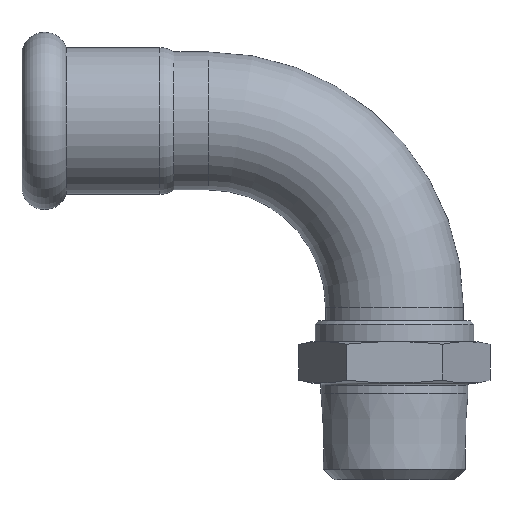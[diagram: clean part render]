
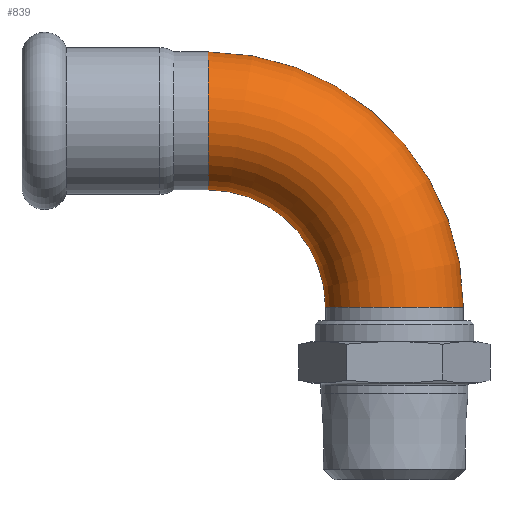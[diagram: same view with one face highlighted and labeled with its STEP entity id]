
A CAD part, top view. The second image highlights one B-rep face of the part: STEP entity #839.
In plain terms, the highlighted toroidal (fillet/blend) face has major radius 27 mm and minor radius 10 mm.
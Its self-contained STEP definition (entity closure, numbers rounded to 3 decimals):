
#165=FACE_OUTER_BOUND('',#217,.T.);
#217=EDGE_LOOP('',(#723,#724,#725,#726,#727,#728,#729));
#287=CIRCLE('',#967,10.);
#288=CIRCLE('',#968,10.);
#289=CIRCLE('',#970,17.);
#290=CIRCLE('',#971,10.);
#291=CIRCLE('',#972,10.);
#292=CIRCLE('',#973,10.);
#380=VERTEX_POINT('',#1545);
#381=VERTEX_POINT('',#1547);
#382=VERTEX_POINT('',#1551);
#383=VERTEX_POINT('',#1553);
#384=VERTEX_POINT('',#1555);
#502=EDGE_CURVE('',#380,#381,#287,.T.);
#503=EDGE_CURVE('',#381,#380,#288,.T.);
#504=EDGE_CURVE('',#381,#382,#289,.T.);
#505=EDGE_CURVE('',#383,#382,#290,.T.);
#506=EDGE_CURVE('',#384,#383,#291,.T.);
#507=EDGE_CURVE('',#382,#384,#292,.T.);
#723=ORIENTED_EDGE('',*,*,#502,.F.);
#724=ORIENTED_EDGE('',*,*,#503,.F.);
#725=ORIENTED_EDGE('',*,*,#504,.T.);
#726=ORIENTED_EDGE('',*,*,#505,.F.);
#727=ORIENTED_EDGE('',*,*,#506,.F.);
#728=ORIENTED_EDGE('',*,*,#507,.F.);
#729=ORIENTED_EDGE('',*,*,#504,.F.);
#797=TOROIDAL_SURFACE('',#969,27.,10.);
#839=ADVANCED_FACE('',(#165),#797,.T.);
#967=AXIS2_PLACEMENT_3D('',#1548,#1217,#1218);
#968=AXIS2_PLACEMENT_3D('',#1549,#1219,#1220);
#969=AXIS2_PLACEMENT_3D('',#1550,#1221,#1222);
#970=AXIS2_PLACEMENT_3D('',#1552,#1223,#1224);
#971=AXIS2_PLACEMENT_3D('',#1554,#1225,#1226);
#972=AXIS2_PLACEMENT_3D('',#1556,#1227,#1228);
#973=AXIS2_PLACEMENT_3D('',#1557,#1229,#1230);
#1217=DIRECTION('center_axis',(0.,-1.,0.));
#1218=DIRECTION('ref_axis',(0.,0.,-1.));
#1219=DIRECTION('center_axis',(0.,-1.,0.));
#1220=DIRECTION('ref_axis',(0.,0.,-1.));
#1221=DIRECTION('center_axis',(0.,0.,-1.));
#1222=DIRECTION('ref_axis',(1.,0.,0.));
#1223=DIRECTION('center_axis',(0.,0.,1.));
#1224=DIRECTION('ref_axis',(1.,0.,0.));
#1225=DIRECTION('center_axis',(-1.,0.,0.));
#1226=DIRECTION('ref_axis',(0.,-1.,0.));
#1227=DIRECTION('center_axis',(-1.,0.,0.));
#1228=DIRECTION('ref_axis',(0.,-1.,0.));
#1229=DIRECTION('center_axis',(-1.,0.,0.));
#1230=DIRECTION('ref_axis',(0.,-1.,0.));
#1545=CARTESIAN_POINT('',(0.,-27.,10.));
#1547=CARTESIAN_POINT('',(-10.,-27.,0.));
#1548=CARTESIAN_POINT('Origin',(0.,-27.,0.));
#1549=CARTESIAN_POINT('Origin',(0.,-27.,0.));
#1550=CARTESIAN_POINT('Origin',(-27.,-27.,0.));
#1551=CARTESIAN_POINT('',(-27.,-10.,0.));
#1552=CARTESIAN_POINT('Origin',(-27.,-27.,0.));
#1553=CARTESIAN_POINT('',(-27.,0.,-10.));
#1554=CARTESIAN_POINT('Origin',(-27.,0.,0.));
#1555=CARTESIAN_POINT('',(-27.,10.,0.));
#1556=CARTESIAN_POINT('Origin',(-27.,0.,0.));
#1557=CARTESIAN_POINT('Origin',(-27.,0.,0.));
